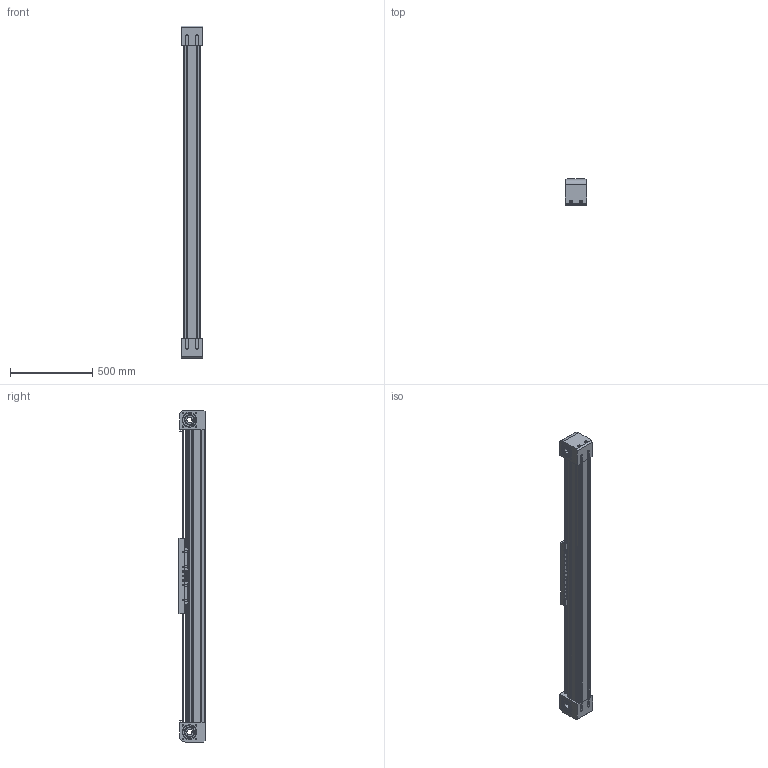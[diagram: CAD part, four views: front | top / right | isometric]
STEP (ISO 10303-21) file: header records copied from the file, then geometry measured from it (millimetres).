
FILE_DESCRIPTION (( 'STEP AP214' ), '1' );
FILE_NAME ('BLM100-1300.STEP', '2023-03-14T09:21:00', ( '' ), ( '' ), 'SwSTEP 2.0', 'SolidWorks 2023', '' );
FILE_SCHEMA (( 'AUTOMOTIVE_DESIGN' ));
Length unit declared in the file: millimetre
Products named in the file (1): BLM100-1300
Bounding box: 130 x 159 x 2020 mm (x, y, z)
Volume: 22569300.4 mm3; surface area: 2582407.3 mm2
Topology: 49 solids, 57 shells, 4454 faces, 12356 edges, 8069 vertices
Faces by surface type: plane 2346, cylinder 1760, torus 168, sphere 100, cone 56, bspline 24
Entity records: 197746 total; most frequent: CARTESIAN_POINT 31608, DIRECTION 24945, ORIENTED_EDGE 24216, EDGE_CURVE 12108, AXIS2_PLACEMENT_3D 8644, VERTEX_POINT 7933, VECTOR 7657, LINE 7657
